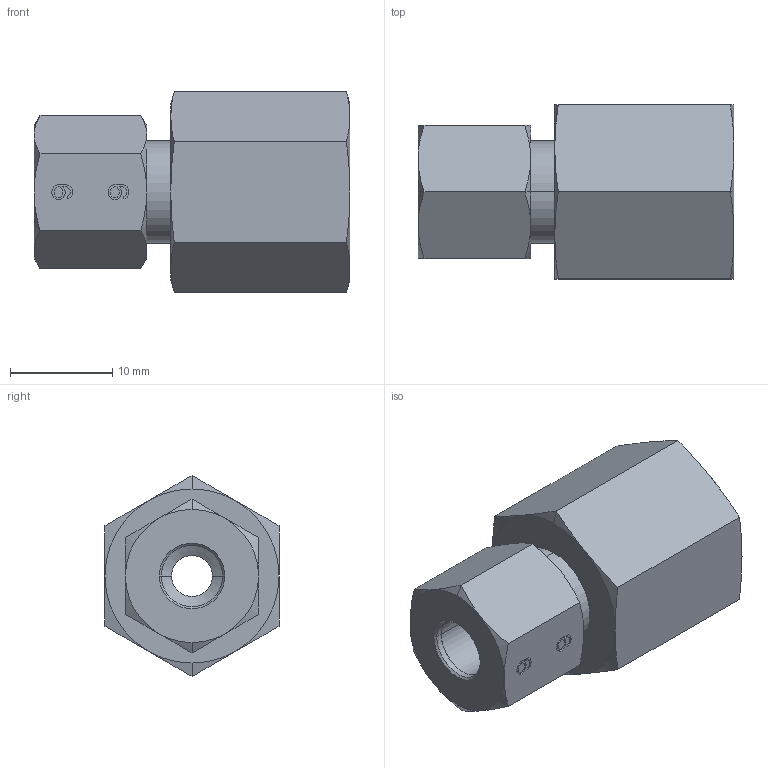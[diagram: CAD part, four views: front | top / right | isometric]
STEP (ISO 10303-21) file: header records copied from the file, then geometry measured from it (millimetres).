
FILE_DESCRIPTION(('STEP AP214'),'1');
FILE_NAME('1814_06_13_-_PIQUAGE_DROIT_FEMELLE_BSP_CYLINDRIQUE.stp','2016-07-07T14:24:58',('TraceParts'),('TraceParts S.A.'),'Spatial InterOp 3D',' ',' ');
FILE_SCHEMA(('automotive_design'));
Length unit declared in the file: millimetre
Products named in the file (3): Solide1; Solide2; Solide3
Bounding box: 30.84 x 17 x 19.63 mm (x, y, z)
Volume: 4360.5 mm3; surface area: 3644.9 mm2
Topology: 3 solids, 3 shells, 285 faces, 750 edges, 482 vertices
Faces by surface type: plane 177, cone 52, cylinder 50, torus 6
Entity records: 11018 total; most frequent: CARTESIAN_POINT 1628, ORIENTED_EDGE 1500, DIRECTION 1442, EDGE_CURVE 750, LINE 530, VECTOR 530, VERTEX_POINT 482, AXIS2_PLACEMENT_3D 456
